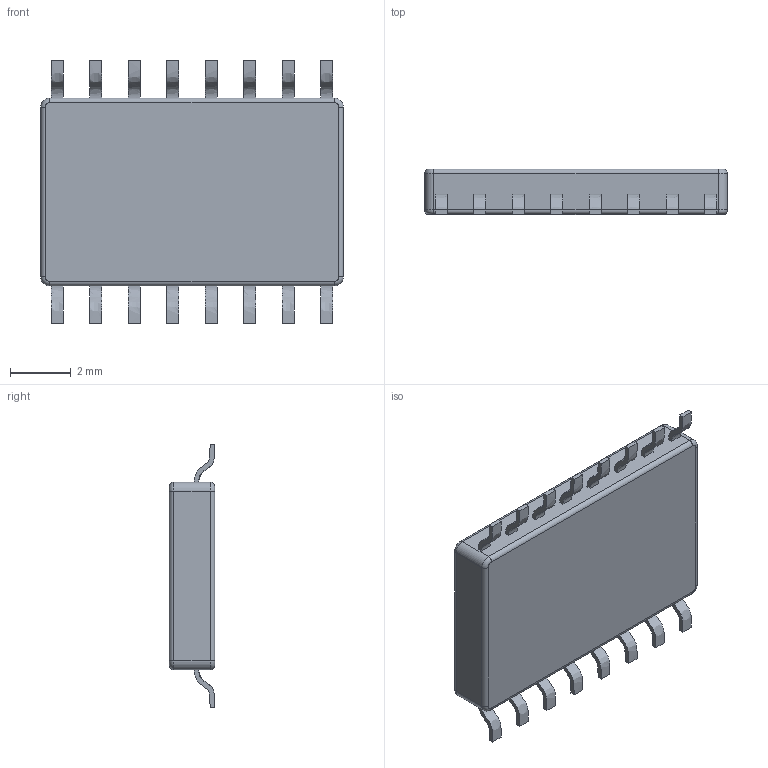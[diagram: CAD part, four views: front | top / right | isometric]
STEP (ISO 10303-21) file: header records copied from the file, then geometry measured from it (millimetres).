
FILE_DESCRIPTION (( 'STEP AP214' ), '1' );
FILE_NAME ('CH340G.STEP', '2023-04-09T14:55:04', ( '' ), ( '' ), 'SwSTEP 2.0', 'SolidWorks 2022', '' );
FILE_SCHEMA (( 'AUTOMOTIVE_DESIGN' ));
Length unit declared in the file: millimetre
Products named in the file (1): CH340G
Bounding box: 10 x 1.5 x 8.71 mm (x, y, z)
Volume: 93.8 mm3; surface area: 195.5 mm2
Topology: 1 solids, 1 shells, 407 faces, 1076 edges, 712 vertices
Faces by surface type: bspline 233, plane 152, cylinder 14, torus 8
Entity records: 16452 total; most frequent: CARTESIAN_POINT 6609, ORIENTED_EDGE 2152, EDGE_CURVE 1076, DIRECTION 996, VERTEX_POINT 712, LINE 574, VECTOR 574, B_SPLINE_CURVE_WITH_KNOTS 466
